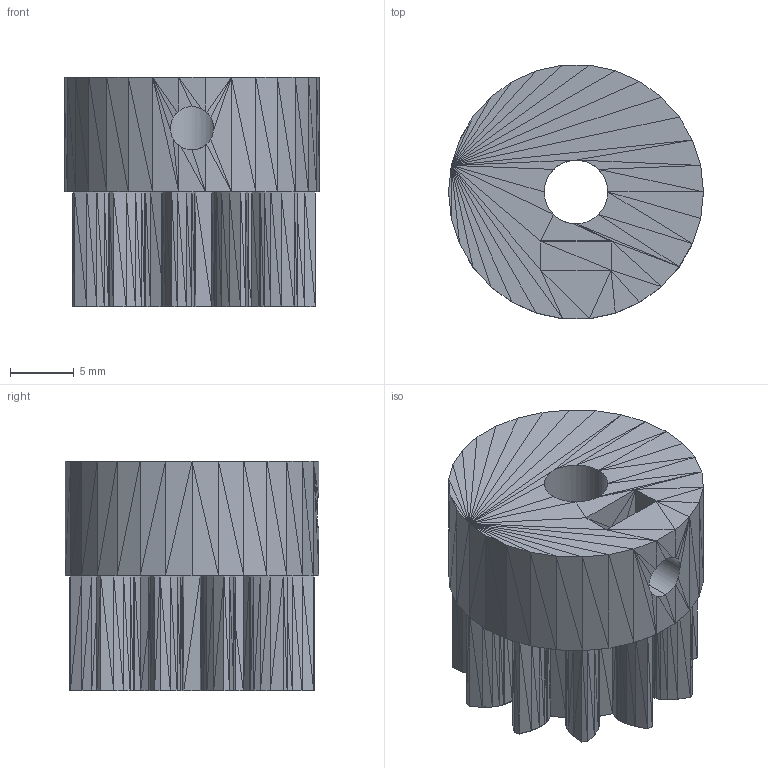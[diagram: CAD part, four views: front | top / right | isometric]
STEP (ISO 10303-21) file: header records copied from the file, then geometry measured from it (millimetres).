
FILE_DESCRIPTION (( 'STEP AP214' ), '1' );
FILE_NAME ('wade-small-gear.STEP', '2012-06-16T17:33:10', ( '' ), ( '' ), 'SwSTEP 2.0', 'SolidWorks 2011', '' );
FILE_SCHEMA (( 'AUTOMOTIVE_DESIGN' ));
Length unit declared in the file: metre
Products named in the file (1): wade-small-gear
Bounding box: 20 x 19.89 x 18 mm (x, y, z)
Volume: 4157.3 mm3; surface area: 2443.1 mm2
Topology: 1 solids, 1 shells, 803 faces, 1241 edges, 435 vertices
Faces by surface type: plane 797, cylinder 6
Entity records: 16115 total; most frequent: DIRECTION 2876, CARTESIAN_POINT 2570, ORIENTED_EDGE 2482, EDGE_CURVE 1241, VECTOR 1182, LINE 1182, AXIS2_PLACEMENT_3D 847, EDGE_LOOP 804
